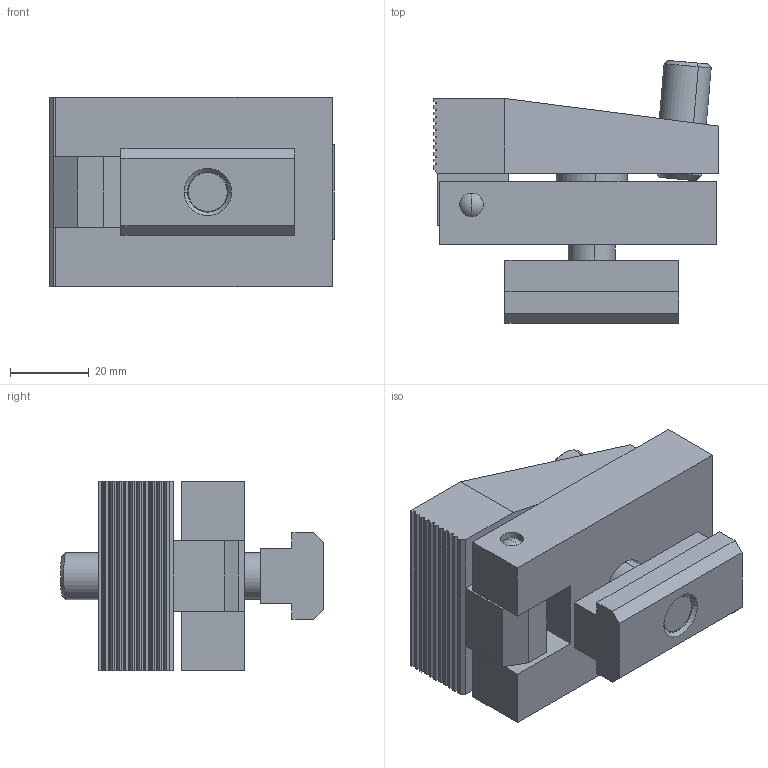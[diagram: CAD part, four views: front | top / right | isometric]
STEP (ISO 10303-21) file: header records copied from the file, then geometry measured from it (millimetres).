
FILE_DESCRIPTION(('STEP AP214'),'1');
FILE_NAME('HALDERN_EH_23210_0521.stp','2021-09-02T09:59:48',('TraceParts'),('TraceParts S.A.'),'Spatial InterOp 3D',' ',' ');
FILE_SCHEMA(('AUTOMOTIVE_DESIGN { 1 0 10303 214 1 1 1 1 }'));
Length unit declared in the file: millimetre
Products named in the file (1): HALDERN_EH_23210_0521_1
Bounding box: 72 x 66.64 x 48 mm (x, y, z)
Volume: 110343.6 mm3; surface area: 30501 mm2
Topology: 5 solids, 5 shells, 167 faces, 417 edges, 266 vertices
Faces by surface type: plane 89, cylinder 44, cone 26, torus 4, sphere 4
Entity records: 6438 total; most frequent: CARTESIAN_POINT 947, DIRECTION 871, ORIENTED_EDGE 834, EDGE_CURVE 417, AXIS2_PLACEMENT_3D 296, LINE 279, VECTOR 279, VERTEX_POINT 266
